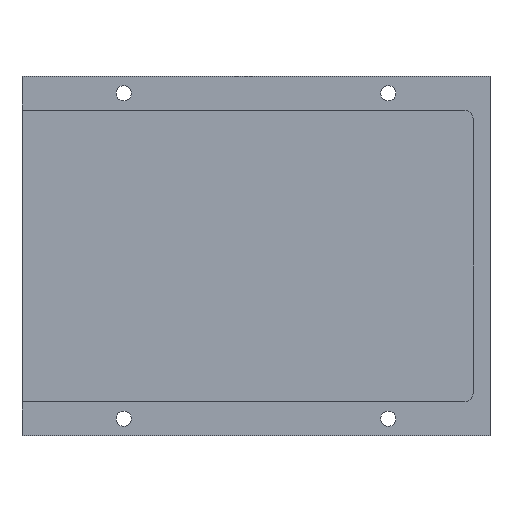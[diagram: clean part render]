
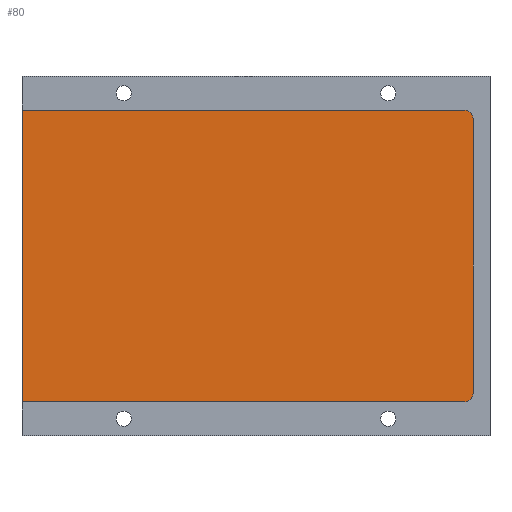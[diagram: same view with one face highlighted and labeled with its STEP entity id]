
A CAD part, top view. The second image highlights one B-rep face of the part: STEP entity #80.
In plain terms, the highlighted planar face has unit normal (0, 0, 1).
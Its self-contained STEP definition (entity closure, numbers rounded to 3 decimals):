
#80 = ADVANCED_FACE( '', ( #118 ), #119, .T. );
#118 = FACE_OUTER_BOUND( '', #186, .T. );
#119 = PLANE( '', #187 );
#186 = EDGE_LOOP( '', ( #289, #290, #291, #292, #293, #294 ) );
#187 = AXIS2_PLACEMENT_3D( '', #295, #296, #297 );
#289 = ORIENTED_EDGE( '', *, *, #413, .T. );
#290 = ORIENTED_EDGE( '', *, *, #415, .T. );
#291 = ORIENTED_EDGE( '', *, *, #430, .T. );
#292 = ORIENTED_EDGE( '', *, *, #431, .T. );
#293 = ORIENTED_EDGE( '', *, *, #432, .T. );
#294 = ORIENTED_EDGE( '', *, *, #433, .T. );
#295 = CARTESIAN_POINT( '', ( -30.611, -15.176, 3. ) );
#296 = DIRECTION( '', ( 0., 0., 1. ) );
#297 = DIRECTION( '', ( 1., 0., 0. ) );
#413 = EDGE_CURVE( '', #472, #470, #473, .T. );
#415 = EDGE_CURVE( '', #470, #475, #476, .T. );
#430 = EDGE_CURVE( '', #475, #501, #502, .T. );
#431 = EDGE_CURVE( '', #501, #503, #504, .T. );
#432 = EDGE_CURVE( '', #503, #505, #506, .T. );
#433 = EDGE_CURVE( '', #505, #472, #507, .T. );
#470 = VERTEX_POINT( '', #560 );
#472 = VERTEX_POINT( '', #563 );
#473 = LINE( '', #564, #565 );
#475 = VERTEX_POINT( '', #568 );
#476 = LINE( '', #569, #570 );
#501 = VERTEX_POINT( '', #603 );
#502 = LINE( '', #604, #605 );
#503 = VERTEX_POINT( '', #606 );
#504 = CIRCLE( '', #607, 2.5 );
#505 = VERTEX_POINT( '', #608 );
#506 = LINE( '', #609, #610 );
#507 = CIRCLE( '', #611, 2.5 );
#560 = CARTESIAN_POINT( '', ( -35.611, 70.824, 3. ) );
#563 = CARTESIAN_POINT( '', ( 94.889, 70.824, 3. ) );
#564 = CARTESIAN_POINT( '', ( 97.389, 70.824, 3. ) );
#565 = VECTOR( '', #657, 1000. );
#568 = CARTESIAN_POINT( '', ( -35.611, -15.176, 3. ) );
#569 = CARTESIAN_POINT( '', ( -35.611, 80.824, 3. ) );
#570 = VECTOR( '', #659, 1000. );
#603 = CARTESIAN_POINT( '', ( 94.889, -15.176, 3. ) );
#604 = CARTESIAN_POINT( '', ( -30.611, -15.176, 3. ) );
#605 = VECTOR( '', #686, 1000. );
#606 = CARTESIAN_POINT( '', ( 97.389, -12.676, 3. ) );
#607 = AXIS2_PLACEMENT_3D( '', #687, #688, #689 );
#608 = CARTESIAN_POINT( '', ( 97.389, 68.324, 3. ) );
#609 = CARTESIAN_POINT( '', ( 97.389, -15.176, 3. ) );
#610 = VECTOR( '', #690, 1000. );
#611 = AXIS2_PLACEMENT_3D( '', #691, #692, #693 );
#657 = DIRECTION( '', ( -1., 0., 0. ) );
#659 = DIRECTION( '', ( 0., -1., 0. ) );
#686 = DIRECTION( '', ( 1., 0., 0. ) );
#687 = CARTESIAN_POINT( '', ( 94.889, -12.676, 3. ) );
#688 = DIRECTION( '', ( 0., 0., 1. ) );
#689 = DIRECTION( '', ( 1., 0., 0. ) );
#690 = DIRECTION( '', ( 0., 1., 0. ) );
#691 = CARTESIAN_POINT( '', ( 94.889, 68.324, 3. ) );
#692 = DIRECTION( '', ( 0., 0., 1. ) );
#693 = DIRECTION( '', ( 1., 0., 0. ) );
